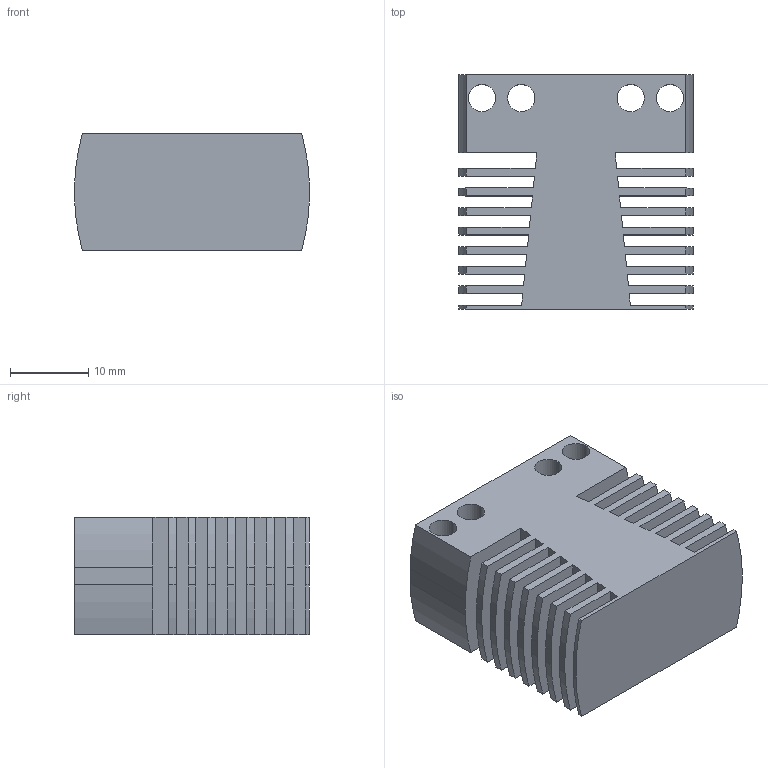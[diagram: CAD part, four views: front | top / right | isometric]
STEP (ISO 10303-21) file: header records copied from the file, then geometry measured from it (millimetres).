
FILE_DESCRIPTION (( 'STEP AP214' ), '1' );
FILE_NAME ('cr8heatsink.STEP', '2017-09-20T15:34:08', ( '' ), ( '' ), 'SwSTEP 2.0', 'SolidWorks 2017', '' );
FILE_SCHEMA (( 'AUTOMOTIVE_DESIGN' ));
Length unit declared in the file: millimetre
Products named in the file (1): cr8heatsink
Bounding box: 30 x 30 x 15 mm (x, y, z)
Volume: 8921 mm3; surface area: 8017 mm2
Topology: 1 solids, 1 shells, 117 faces, 342 edges, 228 vertices
Faces by surface type: plane 71, cylinder 46
Entity records: 3938 total; most frequent: CARTESIAN_POINT 688, ORIENTED_EDGE 684, DIRECTION 670, EDGE_CURVE 342, VECTOR 250, LINE 250, VERTEX_POINT 228, AXIS2_PLACEMENT_3D 210
